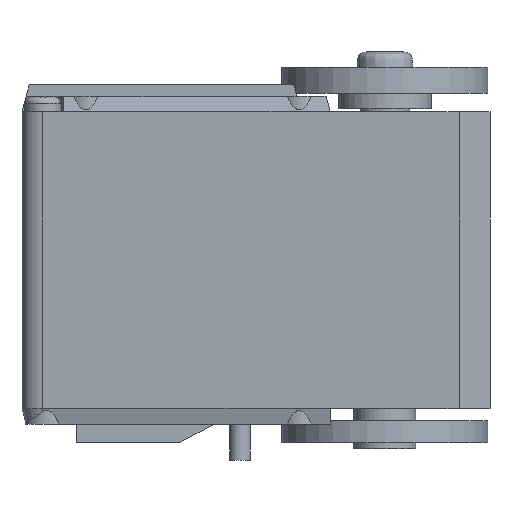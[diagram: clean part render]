
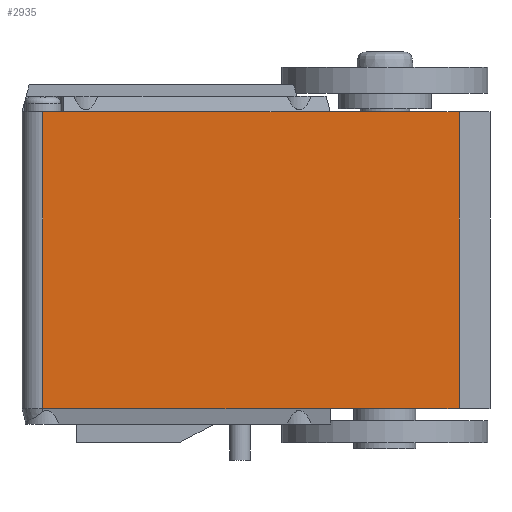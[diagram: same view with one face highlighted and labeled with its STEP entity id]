
A CAD part, front view. The second image highlights one B-rep face of the part: STEP entity #2935.
In plain terms, the highlighted planar face has unit normal (0, -1, 0).
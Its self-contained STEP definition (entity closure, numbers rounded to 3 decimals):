
#161=LINE('',#4483,#437);
#162=LINE('',#4485,#438);
#163=LINE('',#4487,#439);
#164=LINE('',#4489,#440);
#165=LINE('',#4491,#441);
#166=LINE('',#4493,#442);
#167=LINE('',#4494,#443);
#437=VECTOR('',#3519,28.8);
#438=VECTOR('',#3520,27.9);
#439=VECTOR('',#3521,12.5);
#440=VECTOR('',#3522,28.8);
#441=VECTOR('',#3523,12.5);
#442=VECTOR('',#3524,25.9);
#443=VECTOR('',#3525,2.);
#700=PLANE('',#3147);
#833=FACE_OUTER_BOUND('',#1015,.T.);
#1015=EDGE_LOOP('',(#2105,#2106,#2107,#2108,#2109,#2110,#2111));
#1384=VERTEX_POINT('',#4481);
#1385=VERTEX_POINT('',#4482);
#1386=VERTEX_POINT('',#4484);
#1387=VERTEX_POINT('',#4486);
#1388=VERTEX_POINT('',#4488);
#1389=VERTEX_POINT('',#4490);
#1390=VERTEX_POINT('',#4492);
#1668=EDGE_CURVE('',#1384,#1385,#161,.T.);
#1669=EDGE_CURVE('',#1385,#1386,#162,.T.);
#1670=EDGE_CURVE('',#1386,#1387,#163,.T.);
#1671=EDGE_CURVE('',#1387,#1388,#164,.T.);
#1672=EDGE_CURVE('',#1389,#1388,#165,.T.);
#1673=EDGE_CURVE('',#1389,#1390,#166,.T.);
#1674=EDGE_CURVE('',#1384,#1390,#167,.T.);
#2105=ORIENTED_EDGE('',*,*,#1668,.T.);
#2106=ORIENTED_EDGE('',*,*,#1669,.T.);
#2107=ORIENTED_EDGE('',*,*,#1670,.T.);
#2108=ORIENTED_EDGE('',*,*,#1671,.T.);
#2109=ORIENTED_EDGE('',*,*,#1672,.F.);
#2110=ORIENTED_EDGE('',*,*,#1673,.T.);
#2111=ORIENTED_EDGE('',*,*,#1674,.F.);
#2935=ADVANCED_FACE('',(#833),#700,.F.);
#3147=AXIS2_PLACEMENT_3D('',#4480,#3517,#3518);
#3517=DIRECTION('center_axis',(0.,1.,0.));
#3518=DIRECTION('ref_axis',(0.,0.,1.));
#3519=DIRECTION('',(0.,0.,-1.));
#3520=DIRECTION('',(1.,0.,0.));
#3521=DIRECTION('',(1.,0.,0.));
#3522=DIRECTION('',(0.,0.,1.));
#3523=DIRECTION('',(1.,0.,0.));
#3524=DIRECTION('',(-1.,0.,0.));
#3525=DIRECTION('',(1.,0.,0.));
#4480=CARTESIAN_POINT('Origin',(-22.7,-12.4,17.));
#4481=CARTESIAN_POINT('',(-20.7,-12.4,14.4));
#4482=CARTESIAN_POINT('',(-20.7,-12.4,-14.4));
#4483=CARTESIAN_POINT('',(-20.7,-12.4,14.4));
#4484=CARTESIAN_POINT('',(7.2,-12.4,-14.4));
#4485=CARTESIAN_POINT('',(-20.7,-12.4,-14.4));
#4486=CARTESIAN_POINT('',(19.7,-12.4,-14.4));
#4487=CARTESIAN_POINT('',(7.2,-12.4,-14.4));
#4488=CARTESIAN_POINT('',(19.7,-12.4,14.4));
#4489=CARTESIAN_POINT('',(19.7,-12.4,-14.4));
#4490=CARTESIAN_POINT('',(7.2,-12.4,14.4));
#4491=CARTESIAN_POINT('',(7.2,-12.4,14.4));
#4492=CARTESIAN_POINT('',(-18.7,-12.4,14.4));
#4493=CARTESIAN_POINT('',(7.2,-12.4,14.4));
#4494=CARTESIAN_POINT('',(-20.7,-12.4,14.4));
